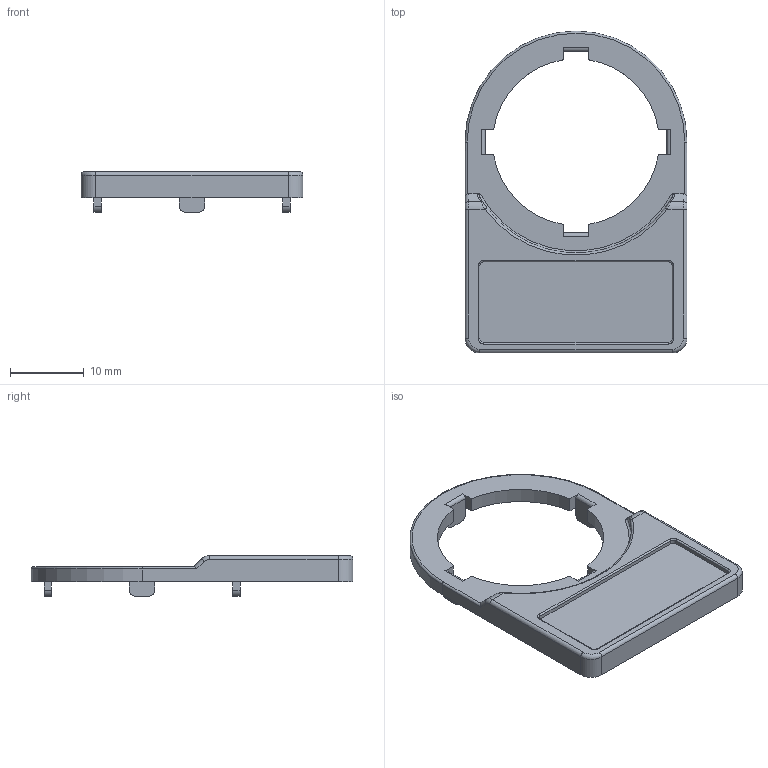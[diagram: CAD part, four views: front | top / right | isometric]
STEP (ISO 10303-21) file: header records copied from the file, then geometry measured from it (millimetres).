
FILE_DESCRIPTION (( 'STEP AP203' ), '1' );
FILE_NAME ('522451 Legend Holder for use with 22mm Devices.STEP', '2024-06-11T10:59:40', ( '' ), ( '' ), 'SwSTEP 2.0', 'SolidWorks 2024', '' );
FILE_SCHEMA (( 'CONFIG_CONTROL_DESIGN' ));
Length unit declared in the file: millimetre
Products named in the file (1): 522451 Legend Holder for use with 22mm Devices
Bounding box: 30 x 43.5 x 5.5 mm (x, y, z)
Volume: 1682.6 mm3; surface area: 2571.3 mm2
Topology: 1 solids, 1 shells, 261 faces, 636 edges, 386 vertices
Faces by surface type: cylinder 115, plane 85, torus 51, bspline 6, sphere 4
Entity records: 7844 total; most frequent: CARTESIAN_POINT 1500, DIRECTION 1415, ORIENTED_EDGE 1268, EDGE_CURVE 634, AXIS2_PLACEMENT_3D 547, VERTEX_POINT 386, VECTOR 321, LINE 321
